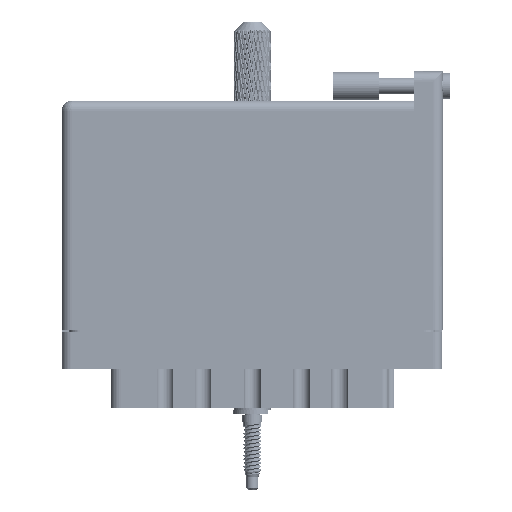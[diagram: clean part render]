
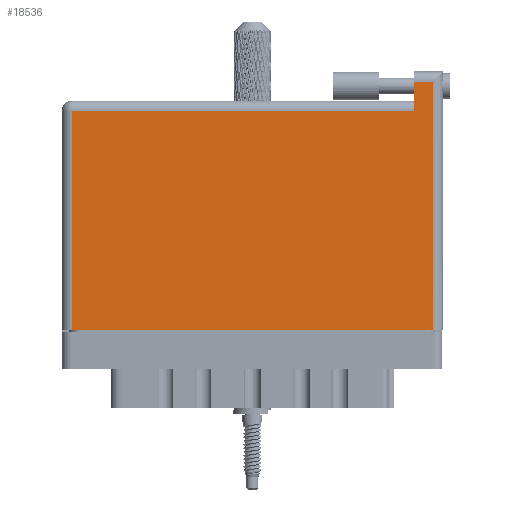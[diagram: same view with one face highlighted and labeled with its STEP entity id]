
A CAD part, front view. The second image highlights one B-rep face of the part: STEP entity #18536.
In plain terms, the highlighted face is planar.
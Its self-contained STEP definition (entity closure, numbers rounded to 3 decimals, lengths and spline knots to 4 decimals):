
#3696 = ORIENTED_EDGE ( 'NONE', *, *, #74874, .T. ) ;
#5994 = VERTEX_POINT ( 'NONE', #103047 ) ;
#9162 = CARTESIAN_POINT ( 'NONE',  ( 0., 1.696, 0. ) ) ;
#9719 = EDGE_CURVE ( 'NONE', #113456, #44231, #25824, .T. ) ;
#10537 = ORIENTED_EDGE ( 'NONE', *, *, #87990, .T. ) ;
#14705 = ORIENTED_EDGE ( 'NONE', *, *, #9719, .T. ) ;
#14880 = EDGE_CURVE ( 'NONE', #75536, #5994, #24934, .T. ) ;
#14909 = VECTOR ( 'NONE', #37751, 39.3701 ) ;
#16275 = CARTESIAN_POINT ( 'NONE',  ( 2.53, 1.696, 0. ) ) ;
#17824 = CARTESIAN_POINT ( 'NONE',  ( 0., 1.496, 0. ) ) ;
#18536 = ADVANCED_FACE ( 'NONE', ( #106225 ), #114475, .F. ) ;
#24934 = LINE ( 'NONE', #60141, #80975 ) ;
#25824 = LINE ( 'NONE', #35602, #44537 ) ;
#30557 = VERTEX_POINT ( 'NONE', #88991 ) ;
#32329 = DIRECTION ( 'NONE',  ( 0., 1., 0. ) ) ;
#32348 = ORIENTED_EDGE ( 'NONE', *, *, #98402, .T. ) ;
#35602 = CARTESIAN_POINT ( 'NONE',  ( 2.403, 1.766, 0. ) ) ;
#36858 = CARTESIAN_POINT ( 'NONE',  ( 2.403, 1.496, 0. ) ) ;
#37751 = DIRECTION ( 'NONE',  ( -1., 0., 0. ) ) ;
#37891 = AXIS2_PLACEMENT_3D ( 'NONE', #42083, #69722, #116086 ) ;
#42083 = CARTESIAN_POINT ( 'NONE',  ( 0., 1.566, 0. ) ) ;
#44020 = EDGE_CURVE ( 'NONE', #5994, #30557, #59567, .T. ) ;
#44231 = VERTEX_POINT ( 'NONE', #36858 ) ;
#44537 = VECTOR ( 'NONE', #117382, 39.3701 ) ;
#59567 = LINE ( 'NONE', #116627, #108562 ) ;
#60141 = CARTESIAN_POINT ( 'NONE',  ( 0.07, 0., 0. ) ) ;
#64835 = DIRECTION ( 'NONE',  ( -1., 0., 0. ) ) ;
#66697 = LINE ( 'NONE', #9162, #14909 ) ;
#67750 = LINE ( 'NONE', #17824, #86484 ) ;
#69722 = DIRECTION ( 'NONE',  ( 0., 0., -1. ) ) ;
#74874 = EDGE_CURVE ( 'NONE', #44231, #75536, #67750, .T. ) ;
#75536 = VERTEX_POINT ( 'NONE', #90375 ) ;
#79924 = DIRECTION ( 'NONE',  ( 1., 0., 0. ) ) ;
#80975 = VECTOR ( 'NONE', #97953, 39.3701 ) ;
#81216 = VECTOR ( 'NONE', #32329, 39.3701 ) ;
#86484 = VECTOR ( 'NONE', #64835, 39.3701 ) ;
#87990 = EDGE_CURVE ( 'NONE', #106084, #113456, #66697, .T. ) ;
#88991 = CARTESIAN_POINT ( 'NONE',  ( 2.53, 0., 0. ) ) ;
#90375 = CARTESIAN_POINT ( 'NONE',  ( 0.07, 1.496, 0. ) ) ;
#97953 = DIRECTION ( 'NONE',  ( 0., -1., 0. ) ) ;
#98402 = EDGE_CURVE ( 'NONE', #30557, #106084, #109947, .T. ) ;
#103047 = CARTESIAN_POINT ( 'NONE',  ( 0.07, 0., 0. ) ) ;
#103904 = EDGE_LOOP ( 'NONE', ( #111828, #32348, #10537, #14705, #3696, #116135 ) ) ;
#105972 = CARTESIAN_POINT ( 'NONE',  ( 2.53, 1.766, 0. ) ) ;
#106084 = VERTEX_POINT ( 'NONE', #16275 ) ;
#106225 = FACE_OUTER_BOUND ( 'NONE', #103904, .T. ) ;
#108562 = VECTOR ( 'NONE', #79924, 39.3701 ) ;
#109732 = CARTESIAN_POINT ( 'NONE',  ( 2.403, 1.696, 0. ) ) ;
#109947 = LINE ( 'NONE', #105972, #81216 ) ;
#111828 = ORIENTED_EDGE ( 'NONE', *, *, #44020, .T. ) ;
#113456 = VERTEX_POINT ( 'NONE', #109732 ) ;
#114475 = PLANE ( 'NONE',  #37891 ) ;
#116086 = DIRECTION ( 'NONE',  ( -1., 0., 0. ) ) ;
#116135 = ORIENTED_EDGE ( 'NONE', *, *, #14880, .T. ) ;
#116627 = CARTESIAN_POINT ( 'NONE',  ( 0., 0., 0. ) ) ;
#117382 = DIRECTION ( 'NONE',  ( 0., -1., 0. ) ) ;
